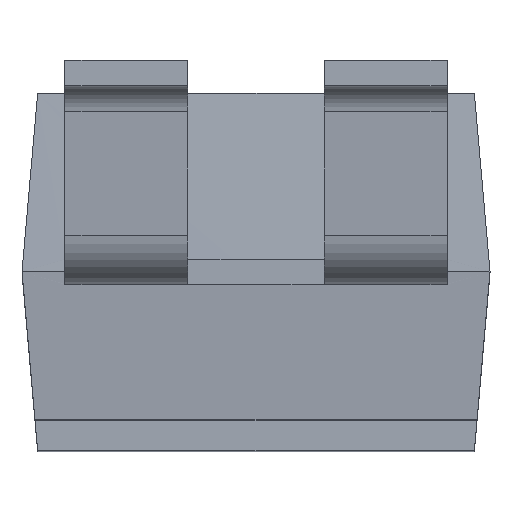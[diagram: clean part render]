
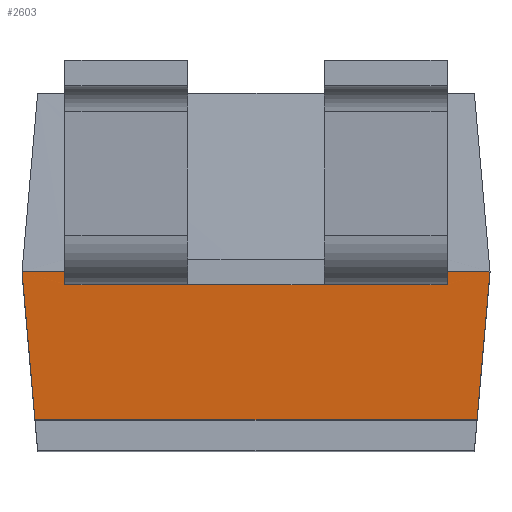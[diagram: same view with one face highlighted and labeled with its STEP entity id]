
A CAD part, top view. The second image highlights one B-rep face of the part: STEP entity #2603.
In plain terms, the highlighted planar face has unit normal (0, -0.087, 0.996).
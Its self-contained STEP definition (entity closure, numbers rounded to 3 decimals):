
#30 = ORIENTED_EDGE ( 'NONE', *, *, #468, .T. ) ;
#60 = ORIENTED_EDGE ( 'NONE', *, *, #1631, .T. ) ;
#71 = LINE ( 'NONE', #1245, #2842 ) ;
#75 = CARTESIAN_POINT ( 'NONE',  ( -2.163, -1.45, 3.123 ) ) ;
#118 = ORIENTED_EDGE ( 'NONE', *, *, #3340, .T. ) ;
#168 = VERTEX_POINT ( 'NONE', #830 ) ;
#266 = VERTEX_POINT ( 'NONE', #2473 ) ;
#307 = CARTESIAN_POINT ( 'NONE',  ( 1.87, -0.123, 3.239 ) ) ;
#329 = DIRECTION ( 'NONE',  ( -1., 0., 0. ) ) ;
#350 = EDGE_CURVE ( 'NONE', #3044, #3564, #2355, .T. ) ;
#389 = DIRECTION ( 'NONE',  ( -1., 0., 0. ) ) ;
#409 = VECTOR ( 'NONE', #1645, 1000. ) ;
#450 = EDGE_CURVE ( 'NONE', #168, #1012, #900, .T. ) ;
#468 = EDGE_CURVE ( 'NONE', #1589, #266, #3557, .T. ) ;
#470 = CARTESIAN_POINT ( 'NONE',  ( -1.87, -0.121, 3.239 ) ) ;
#590 = VECTOR ( 'NONE', #389, 1000. ) ;
#653 = VERTEX_POINT ( 'NONE', #1412 ) ;
#743 = LINE ( 'NONE', #1959, #409 ) ;
#768 = CARTESIAN_POINT ( 'NONE',  ( 1.873, -0.119, 3.24 ) ) ;
#789 = CARTESIAN_POINT ( 'NONE',  ( 0., -1.45, 3.123 ) ) ;
#830 = CARTESIAN_POINT ( 'NONE',  ( 1.87, -0.125, 3.239 ) ) ;
#900 = LINE ( 'NONE', #2409, #1443 ) ;
#986 = VERTEX_POINT ( 'NONE', #768 ) ;
#1002 = VECTOR ( 'NONE', #3447, 1000. ) ;
#1012 = VERTEX_POINT ( 'NONE', #3157 ) ;
#1043 = DIRECTION ( 'NONE',  ( 0., -0.996, -0.087 ) ) ;
#1045 = ORIENTED_EDGE ( 'NONE', *, *, #450, .T. ) ;
#1083 = CARTESIAN_POINT ( 'NONE',  ( -1.87, -0.119, 3.24 ) ) ;
#1229 = ORIENTED_EDGE ( 'NONE', *, *, #3055, .F. ) ;
#1232 = CARTESIAN_POINT ( 'NONE',  ( 1.87, -0.119, 3.24 ) ) ;
#1245 = CARTESIAN_POINT ( 'NONE',  ( -1.873, -1.75, 3.097 ) ) ;
#1247 = ORIENTED_EDGE ( 'NONE', *, *, #1810, .T. ) ;
#1368 = ORIENTED_EDGE ( 'NONE', *, *, #1557, .T. ) ;
#1412 = CARTESIAN_POINT ( 'NONE',  ( 1.87, -0.119, 3.24 ) ) ;
#1414 = DIRECTION ( 'NONE',  ( -1., 0., 0. ) ) ;
#1438 = ORIENTED_EDGE ( 'NONE', *, *, #1864, .T. ) ;
#1443 = VECTOR ( 'NONE', #3025, 1000. ) ;
#1455 = EDGE_CURVE ( 'NONE', #3564, #3417, #71, .T. ) ;
#1474 = LINE ( 'NONE', #2683, #2371 ) ;
#1494 = CARTESIAN_POINT ( 'NONE',  ( 2.29, 0., 3.25 ) ) ;
#1512 = LINE ( 'NONE', #3614, #590 ) ;
#1557 = EDGE_CURVE ( 'NONE', #2423, #3668, #743, .T. ) ;
#1589 = VERTEX_POINT ( 'NONE', #1494 ) ;
#1631 = EDGE_CURVE ( 'NONE', #986, #653, #1512, .T. ) ;
#1645 = DIRECTION ( 'NONE',  ( 0.087, -0.992, -0.087 ) ) ;
#1806 = ORIENTED_EDGE ( 'NONE', *, *, #3201, .T. ) ;
#1810 = EDGE_CURVE ( 'NONE', #266, #986, #3681, .T. ) ;
#1818 = ORIENTED_EDGE ( 'NONE', *, *, #2781, .T. ) ;
#1829 = DIRECTION ( 'NONE',  ( 0., 0.996, 0.087 ) ) ;
#1864 = EDGE_CURVE ( 'NONE', #653, #168, #3014, .T. ) ;
#1957 = VECTOR ( 'NONE', #2112, 1000. ) ;
#1959 = CARTESIAN_POINT ( 'NONE',  ( -2.29, 0., 3.25 ) ) ;
#1974 = CARTESIAN_POINT ( 'NONE',  ( -1.87, -0.119, 3.24 ) ) ;
#1989 = DIRECTION ( 'NONE',  ( -1., 0., 0. ) ) ;
#1990 = CARTESIAN_POINT ( 'NONE',  ( -1.87, -0.123, 3.239 ) ) ;
#2047 = LINE ( 'NONE', #3177, #1002 ) ;
#2112 = DIRECTION ( 'NONE',  ( -1., 0., 0. ) ) ;
#2278 = LINE ( 'NONE', #789, #3213 ) ;
#2326 = B_SPLINE_CURVE_WITH_KNOTS ( 'NONE', 3,
 ( #3172, #1990, #470, #1974 ),
 .UNSPECIFIED., .F., .F.,
 ( 4, 4 ),
 ( 0., 1. ),
 .UNSPECIFIED. ) ;
#2355 = LINE ( 'NONE', #3500, #2451 ) ;
#2371 = VECTOR ( 'NONE', #329, 1000. ) ;
#2395 = CARTESIAN_POINT ( 'NONE',  ( 1.873, -1.75, 3.097 ) ) ;
#2409 = CARTESIAN_POINT ( 'NONE',  ( -2.137, -0.125, 3.239 ) ) ;
#2420 = CARTESIAN_POINT ( 'NONE',  ( -2.29, 0., 3.25 ) ) ;
#2423 = VERTEX_POINT ( 'NONE', #2420 ) ;
#2425 = AXIS2_PLACEMENT_3D ( 'NONE', #3123, #2549, #3418 ) ;
#2442 = VERTEX_POINT ( 'NONE', #3301 ) ;
#2451 = VECTOR ( 'NONE', #1414, 1000. ) ;
#2472 = CARTESIAN_POINT ( 'NONE',  ( -1.873, 0., 3.25 ) ) ;
#2473 = CARTESIAN_POINT ( 'NONE',  ( 1.873, 0., 3.25 ) ) ;
#2549 = DIRECTION ( 'NONE',  ( 0., -0.087, 0.996 ) ) ;
#2560 = ORIENTED_EDGE ( 'NONE', *, *, #350, .T. ) ;
#2603 = ADVANCED_FACE ( 'NONE', ( #2882 ), #3689, .T. ) ;
#2683 = CARTESIAN_POINT ( 'NONE',  ( -2.137, 0., 3.25 ) ) ;
#2781 = EDGE_CURVE ( 'NONE', #1012, #3044, #2326, .T. ) ;
#2842 = VECTOR ( 'NONE', #1829, 1000. ) ;
#2882 = FACE_OUTER_BOUND ( 'NONE', #3134, .T. ) ;
#3014 = B_SPLINE_CURVE_WITH_KNOTS ( 'NONE', 3,
 ( #1232, #3256, #307, #3609 ),
 .UNSPECIFIED., .F., .F.,
 ( 4, 4 ),
 ( 0., 1. ),
 .UNSPECIFIED. ) ;
#3025 = DIRECTION ( 'NONE',  ( -1., 0., 0. ) ) ;
#3042 = CARTESIAN_POINT ( 'NONE',  ( -2.137, 0., 3.25 ) ) ;
#3044 = VERTEX_POINT ( 'NONE', #1083 ) ;
#3055 = EDGE_CURVE ( 'NONE', #2442, #3668, #2278, .T. ) ;
#3117 = CARTESIAN_POINT ( 'NONE',  ( -1.873, -0.119, 3.24 ) ) ;
#3123 = CARTESIAN_POINT ( 'NONE',  ( -2.137, -1.75, 3.097 ) ) ;
#3134 = EDGE_LOOP ( 'NONE', ( #118, #1368, #1229, #1806, #30, #1247, #60, #1438, #1045, #1818, #2560, #3274 ) ) ;
#3157 = CARTESIAN_POINT ( 'NONE',  ( -1.87, -0.125, 3.239 ) ) ;
#3172 = CARTESIAN_POINT ( 'NONE',  ( -1.87, -0.125, 3.239 ) ) ;
#3177 = CARTESIAN_POINT ( 'NONE',  ( 2.163, -1.45, 3.123 ) ) ;
#3201 = EDGE_CURVE ( 'NONE', #2442, #1589, #2047, .T. ) ;
#3213 = VECTOR ( 'NONE', #1989, 1000. ) ;
#3256 = CARTESIAN_POINT ( 'NONE',  ( 1.87, -0.121, 3.239 ) ) ;
#3274 = ORIENTED_EDGE ( 'NONE', *, *, #1455, .T. ) ;
#3301 = CARTESIAN_POINT ( 'NONE',  ( 2.163, -1.45, 3.123 ) ) ;
#3340 = EDGE_CURVE ( 'NONE', #3417, #2423, #1474, .T. ) ;
#3417 = VERTEX_POINT ( 'NONE', #2472 ) ;
#3418 = DIRECTION ( 'NONE',  ( 0., -0.996, -0.087 ) ) ;
#3442 = VECTOR ( 'NONE', #1043, 1000. ) ;
#3447 = DIRECTION ( 'NONE',  ( 0.087, 0.992, 0.087 ) ) ;
#3500 = CARTESIAN_POINT ( 'NONE',  ( -2.137, -0.119, 3.24 ) ) ;
#3557 = LINE ( 'NONE', #3042, #1957 ) ;
#3564 = VERTEX_POINT ( 'NONE', #3117 ) ;
#3609 = CARTESIAN_POINT ( 'NONE',  ( 1.87, -0.125, 3.239 ) ) ;
#3614 = CARTESIAN_POINT ( 'NONE',  ( -2.137, -0.119, 3.24 ) ) ;
#3668 = VERTEX_POINT ( 'NONE', #75 ) ;
#3681 = LINE ( 'NONE', #2395, #3442 ) ;
#3689 = PLANE ( 'NONE',  #2425 ) ;
